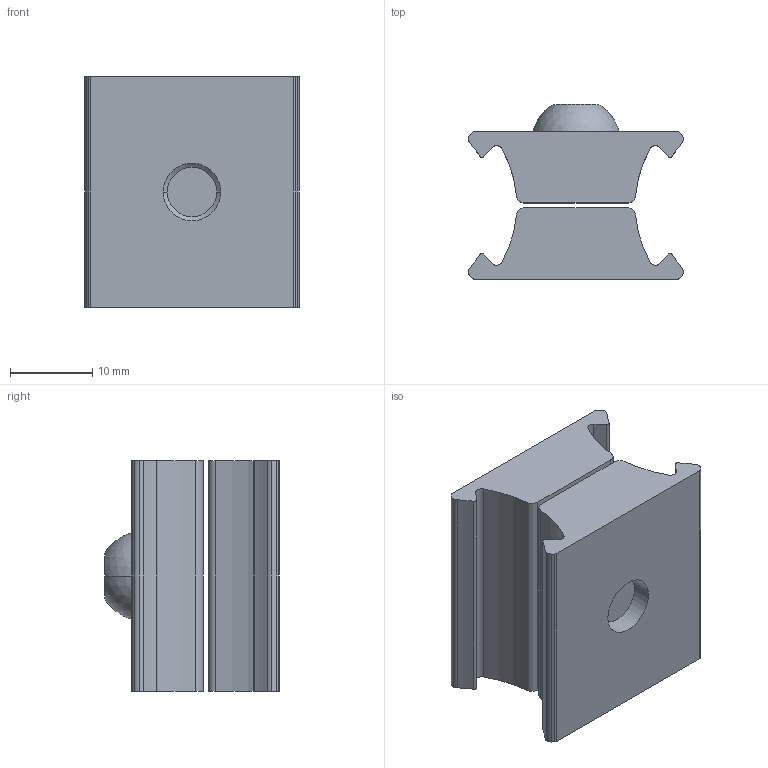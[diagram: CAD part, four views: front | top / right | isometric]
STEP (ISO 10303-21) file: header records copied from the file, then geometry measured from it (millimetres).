
FILE_DESCRIPTION (( 'STEP AP203' ), '1' );
FILE_NAME ('TFS.D28.2.03.03.STEP', '2015-12-15T04:33:58', ( '微软用户' ), ( '微软中国' ), 'SwSTEP 2.0', 'SolidWorks 2012', '' );
FILE_SCHEMA (( 'CONFIG_CONTROL_DESIGN' ));
Length unit declared in the file: millimetre
Products named in the file (1): TFS.D28.2.03.03
Bounding box: 26.11 x 21.26 x 28 mm (x, y, z)
Surface area: 4599.1 mm2 (no closed solid volume)
Topology: 0 solids, 4 shells, 64 faces, 168 edges, 111 vertices
Faces by surface type: cylinder 32, plane 30, sphere 2
Entity records: 2076 total; most frequent: DIRECTION 374, CARTESIAN_POINT 344, ORIENTED_EDGE 328, EDGE_CURVE 168, AXIS2_PLACEMENT_3D 141, VERTEX_POINT 111, VECTOR 92, LINE 92
